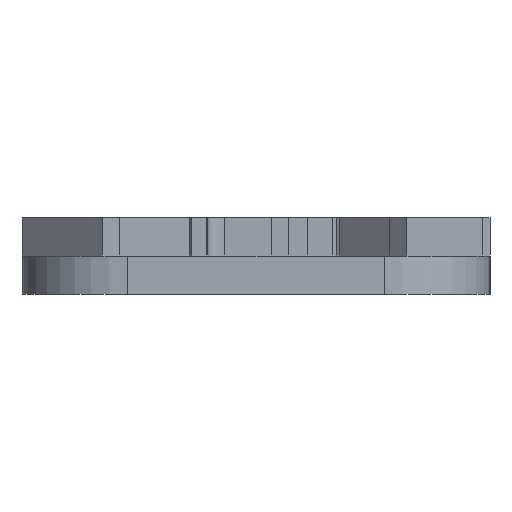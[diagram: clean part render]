
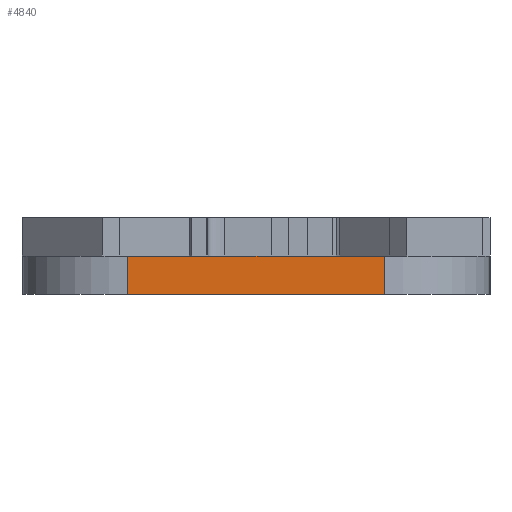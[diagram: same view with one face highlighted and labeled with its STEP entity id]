
A CAD part, left-side view. The second image highlights one B-rep face of the part: STEP entity #4840.
In plain terms, the highlighted planar face has unit normal (-1, 0, 0).
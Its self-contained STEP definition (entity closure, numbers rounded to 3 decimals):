
#417=FACE_OUTER_BOUND('',#679,.T.);
#679=EDGE_LOOP('',(#4204,#4205,#4206,#4207));
#1148=LINE('',#9219,#1606);
#1149=LINE('',#9222,#1607);
#1150=LINE('',#9224,#1608);
#1151=LINE('',#9225,#1609);
#1606=VECTOR('',#5718,10.);
#1607=VECTOR('',#5721,10.);
#1608=VECTOR('',#5722,10.);
#1609=VECTOR('',#5723,10.);
#2322=VERTEX_POINT('',#9212);
#2325=VERTEX_POINT('',#9217);
#2326=VERTEX_POINT('',#9221);
#2327=VERTEX_POINT('',#9223);
#3024=EDGE_CURVE('',#2322,#2325,#1148,.T.);
#3025=EDGE_CURVE('',#2326,#2322,#1149,.T.);
#3026=EDGE_CURVE('',#2327,#2325,#1150,.T.);
#3027=EDGE_CURVE('',#2326,#2327,#1151,.T.);
#4204=ORIENTED_EDGE('',*,*,#3025,.T.);
#4205=ORIENTED_EDGE('',*,*,#3024,.T.);
#4206=ORIENTED_EDGE('',*,*,#3026,.F.);
#4207=ORIENTED_EDGE('',*,*,#3027,.F.);
#4585=PLANE('',#4995);
#4840=ADVANCED_FACE('',(#417),#4585,.T.);
#4995=AXIS2_PLACEMENT_3D('',#9220,#5719,#5720);
#5718=DIRECTION('',(0.,0.,1.));
#5719=DIRECTION('center_axis',(-1.,0.,0.));
#5720=DIRECTION('ref_axis',(0.,-1.,0.));
#5721=DIRECTION('',(0.,-1.,0.));
#5722=DIRECTION('',(0.,-1.,0.));
#5723=DIRECTION('',(0.,0.,1.));
#9212=CARTESIAN_POINT('',(0.197,-27.208,16.94));
#9217=CARTESIAN_POINT('',(0.197,-27.208,17.94));
#9219=CARTESIAN_POINT('',(0.197,-27.208,16.94));
#9220=CARTESIAN_POINT('Origin',(0.197,-20.51,16.94));
#9221=CARTESIAN_POINT('',(0.197,-20.51,16.94));
#9222=CARTESIAN_POINT('',(0.197,-20.51,16.94));
#9223=CARTESIAN_POINT('',(0.197,-20.51,17.94));
#9224=CARTESIAN_POINT('',(0.197,-20.51,17.94));
#9225=CARTESIAN_POINT('',(0.197,-20.51,16.94));
